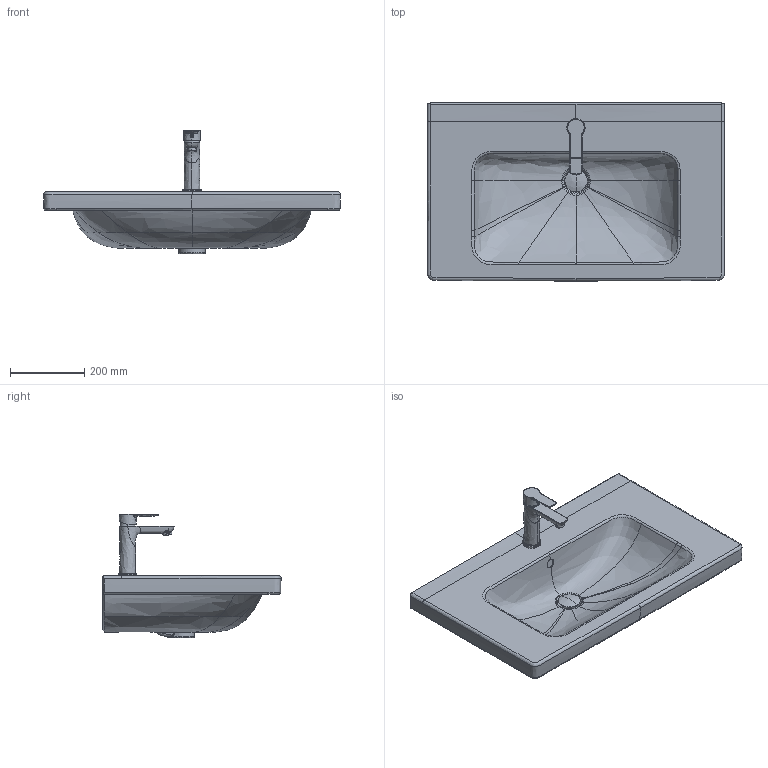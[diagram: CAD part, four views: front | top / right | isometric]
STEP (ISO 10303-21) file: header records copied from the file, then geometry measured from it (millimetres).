
FILE_DESCRIPTION(/* description */ (''),/* implementation_level */ '2;1');
FILE_NAME(/* name */ '239980',/* time_stamp */ '2023-07-19T08:56:06+02:00',/* author */ (''),/* organization */ (''),/* preprocessor_version */ 'ST-DEVELOPER v15',/* originating_system */ '',/* authorisation */ '');
FILE_SCHEMA (('AUTOMOTIVE_DESIGN'));
Length unit declared in the file: millimetre
Products named in the file (1): Document
Bounding box: 800.29 x 480.19 x 333.92 mm (x, y, z)
Volume: 21932866.2 mm3; surface area: 1244665.7 mm2
Topology: 5 solids, 11 shells, 476 faces, 1139 edges, 679 vertices
Faces by surface type: bspline 401, plane 75
Entity records: 120687 total; most frequent: CARTESIAN_POINT 113881, ORIENTED_EDGE 2232, EDGE_CURVE 1132, B_SPLINE_CURVE_WITH_KNOTS 781, VERTEX_POINT 679, EDGE_LOOP 505, ADVANCED_FACE 476, FACE_OUTER_BOUND 476
